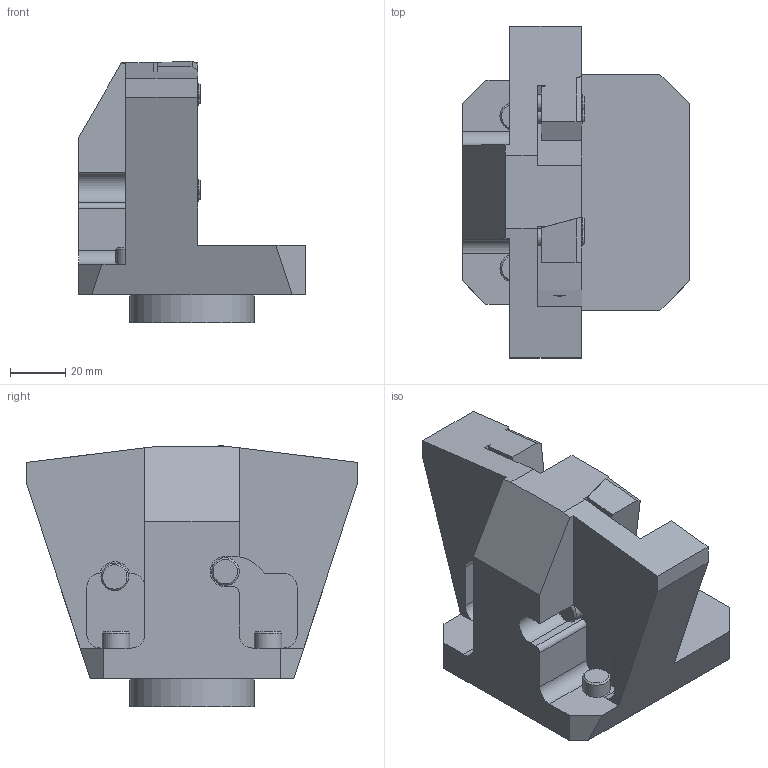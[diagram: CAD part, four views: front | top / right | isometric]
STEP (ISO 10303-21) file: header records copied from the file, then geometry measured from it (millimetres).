
FILE_DESCRIPTION(/* description */ (''),/* implementation_level */ '2;1');
FILE_NAME(/* name */ 'W7040114_stp.stp',/* time_stamp */ '2015-10-22T10:17:09+02:00',/* author */ (''),/* organization */ (''),/* preprocessor_version */ 'ST-DEVELOPER v15',/* originating_system */ 'SIEMENS PLM Software NX 9.0',/* authorisation */ '');
FILE_SCHEMA (('AUTOMOTIVE_DESIGN { 1 0 10303 214 3 1 1 1 }'));
Length unit declared in the file: millimetre
Products named in the file (1): _
Bounding box: 82 x 120 x 94.45 mm (x, y, z)
Volume: 286035.1 mm3; surface area: 49677.1 mm2
Topology: 1 solids, 1 shells, 105 faces, 278 edges, 184 vertices
Faces by surface type: plane 67, cylinder 28, cone 10
Full cylindrical faces by diameter (mm): 4.2 x2, 6 x8, 10 x4, 45 x1
Entity records: 3077 total; most frequent: CARTESIAN_POINT 523, DIRECTION 519, ORIENTED_EDGE 484, EDGE_CURVE 242, LINE 177, VECTOR 177, VERTEX_POINT 175, AXIS2_PLACEMENT_3D 171
